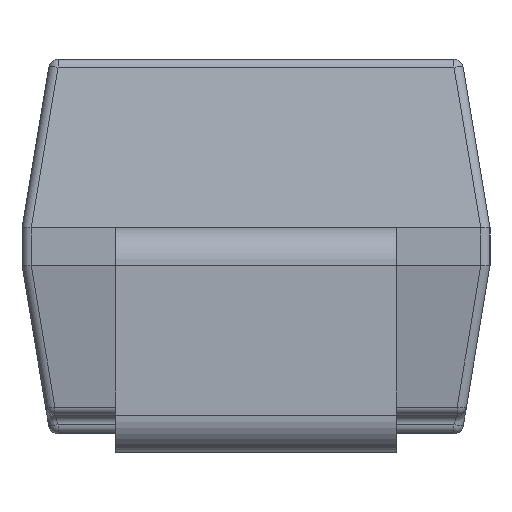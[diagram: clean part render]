
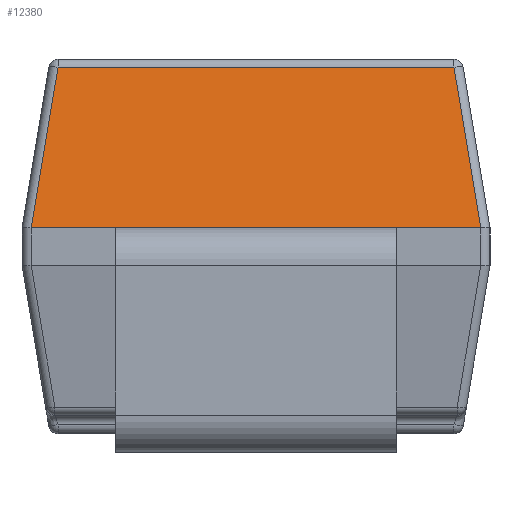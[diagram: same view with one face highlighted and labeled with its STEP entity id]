
A CAD part, left-side view. The second image highlights one B-rep face of the part: STEP entity #12380.
In plain terms, the highlighted planar face has unit normal (-0.986, 0, 0.164).
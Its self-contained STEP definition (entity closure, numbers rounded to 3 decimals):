
#36 = ORIENTED_EDGE ( 'NONE', *, *, #19164, .F. ) ;
#208 = VECTOR ( 'NONE', #2207, 1000. ) ;
#437 = VECTOR ( 'NONE', #3704, 1000. ) ;
#481 = CARTESIAN_POINT ( 'NONE',  ( -2.15, 1.25, 1.1 ) ) ;
#767 = ORIENTED_EDGE ( 'NONE', *, *, #17114, .T. ) ;
#985 =( BOUNDED_CURVE ( )  B_SPLINE_CURVE ( 3, ( #16175, #21651, #1182, #17854 ),
 .UNSPECIFIED., .F., .T. ) 
 B_SPLINE_CURVE_WITH_KNOTS ( ( 4, 4 ),
 ( 3.128, 3.142 ),
 .UNSPECIFIED. ) 
 CURVE ( )  GEOMETRIC_REPRESENTATION_ITEM ( )  RATIONAL_B_SPLINE_CURVE ( ( 1., 1., 1., 1. ) ) 
 REPRESENTATION_ITEM ( '' )  );
#1182 = CARTESIAN_POINT ( 'NONE',  ( -2.15, 1.2, 1.1 ) ) ;
#1388 = CARTESIAN_POINT ( 'NONE',  ( -2.15, 1.25, 1.1 ) ) ;
#1708 = CARTESIAN_POINT ( 'NONE',  ( -2.15, -0.75, 1.1 ) ) ;
#1984 = VERTEX_POINT ( 'NONE', #19343 ) ;
#2207 = DIRECTION ( 'NONE',  ( 0., 1., 0. ) ) ;
#2258 = ORIENTED_EDGE ( 'NONE', *, *, #20981, .T. ) ;
#2585 = DIRECTION ( 'NONE',  ( 0.162, 0.162, 0.973 ) ) ;
#3010 = EDGE_CURVE ( 'NONE', #8823, #18721, #15508, .T. ) ;
#3065 = DIRECTION ( 'NONE',  ( 0., 1., 0. ) ) ;
#3133 = CARTESIAN_POINT ( 'NONE',  ( -2.007, 1.1, 1.958 ) ) ;
#3362 = DIRECTION ( 'NONE',  ( 0., 1., 0. ) ) ;
#3442 = VECTOR ( 'NONE', #20636, 1000. ) ;
#3453 = CARTESIAN_POINT ( 'NONE',  ( -2.15, -1.2, 1.1 ) ) ;
#3486 = CARTESIAN_POINT ( 'NONE',  ( -2.15, -1.201, 1.1 ) ) ;
#3704 = DIRECTION ( 'NONE',  ( 0., 1., 0. ) ) ;
#4894 = CARTESIAN_POINT ( 'NONE',  ( -2.15, -1.2, 1.1 ) ) ;
#5822 = CARTESIAN_POINT ( 'NONE',  ( -1.972, -1.023, 2.166 ) ) ;
#5868 = EDGE_CURVE ( 'NONE', #7629, #8823, #12384, .T. ) ;
#6093 = CARTESIAN_POINT ( 'NONE',  ( -2.15, 1.2, 1.1 ) ) ;
#6461 = CARTESIAN_POINT ( 'NONE',  ( -2.007, 1.058, 1.958 ) ) ;
#6615 = ORIENTED_EDGE ( 'NONE', *, *, #10956, .T. ) ;
#6734 = ORIENTED_EDGE ( 'NONE', *, *, #3010, .F. ) ;
#7343 = CARTESIAN_POINT ( 'NONE',  ( -2.15, 0.75, 1.1 ) ) ;
#7551 = VERTEX_POINT ( 'NONE', #6461 ) ;
#7629 = VERTEX_POINT ( 'NONE', #3453 ) ;
#7917 = VECTOR ( 'NONE', #21976, 1000. ) ;
#8470 = CARTESIAN_POINT ( 'NONE',  ( -2.15, -1.2, 1.1 ) ) ;
#8823 = VERTEX_POINT ( 'NONE', #1708 ) ;
#9167 = LINE ( 'NONE', #5822, #17484 ) ;
#10723 = LINE ( 'NONE', #17596, #3442 ) ;
#10956 = EDGE_CURVE ( 'NONE', #17016, #1984, #9167, .T. ) ;
#11018 = ORIENTED_EDGE ( 'NONE', *, *, #5868, .F. ) ;
#11503 = ORIENTED_EDGE ( 'NONE', *, *, #11559, .T. ) ;
#11505 =( BOUNDED_CURVE ( )  B_SPLINE_CURVE ( 3, ( #8470, #16463, #4894, #15104 ),
 .UNSPECIFIED., .F., .T. ) 
 B_SPLINE_CURVE_WITH_KNOTS ( ( 4, 4 ),
 ( 3.142, 3.155 ),
 .UNSPECIFIED. ) 
 CURVE ( )  GEOMETRIC_REPRESENTATION_ITEM ( )  RATIONAL_B_SPLINE_CURVE ( ( 1., 1., 1., 1. ) ) 
 REPRESENTATION_ITEM ( '' )  );
#11530 = CARTESIAN_POINT ( 'NONE',  ( -2., 0., 2. ) ) ;
#11559 = EDGE_CURVE ( 'NONE', #16233, #13470, #985, .T. ) ;
#11843 = CARTESIAN_POINT ( 'NONE',  ( -2.15, 1.201, 1.1 ) ) ;
#12380 = ADVANCED_FACE ( 'NONE', ( #19756 ), #21320, .T. ) ;
#12384 = LINE ( 'NONE', #481, #437 ) ;
#13470 = VERTEX_POINT ( 'NONE', #6093 ) ;
#13491 = LINE ( 'NONE', #3133, #16612 ) ;
#15104 = CARTESIAN_POINT ( 'NONE',  ( -2.15, -1.201, 1.1 ) ) ;
#15262 = EDGE_LOOP ( 'NONE', ( #767, #11503, #36, #6734, #11018, #18652, #6615, #2258 ) ) ;
#15508 = LINE ( 'NONE', #17079, #208 ) ;
#16175 = CARTESIAN_POINT ( 'NONE',  ( -2.15, 1.201, 1.1 ) ) ;
#16233 = VERTEX_POINT ( 'NONE', #11843 ) ;
#16463 = CARTESIAN_POINT ( 'NONE',  ( -2.15, -1.2, 1.1 ) ) ;
#16549 = EDGE_CURVE ( 'NONE', #7629, #17016, #11505, .T. ) ;
#16612 = VECTOR ( 'NONE', #3362, 1000. ) ;
#17016 = VERTEX_POINT ( 'NONE', #3486 ) ;
#17079 = CARTESIAN_POINT ( 'NONE',  ( -2.15, 1.25, 1.1 ) ) ;
#17114 = EDGE_CURVE ( 'NONE', #7551, #16233, #10723, .T. ) ;
#17484 = VECTOR ( 'NONE', #2585, 1000. ) ;
#17596 = CARTESIAN_POINT ( 'NONE',  ( -1.972, 1.023, 2.166 ) ) ;
#17854 = CARTESIAN_POINT ( 'NONE',  ( -2.15, 1.2, 1.1 ) ) ;
#18295 = DIRECTION ( 'NONE',  ( -0.986, 0., 0.164 ) ) ;
#18652 = ORIENTED_EDGE ( 'NONE', *, *, #16549, .T. ) ;
#18721 = VERTEX_POINT ( 'NONE', #7343 ) ;
#19164 = EDGE_CURVE ( 'NONE', #18721, #13470, #20536, .T. ) ;
#19343 = CARTESIAN_POINT ( 'NONE',  ( -2.007, -1.058, 1.958 ) ) ;
#19634 = AXIS2_PLACEMENT_3D ( 'NONE', #11530, #18295, #3065 ) ;
#19756 = FACE_OUTER_BOUND ( 'NONE', #15262, .T. ) ;
#20536 = LINE ( 'NONE', #1388, #7917 ) ;
#20636 = DIRECTION ( 'NONE',  ( -0.162, 0.162, -0.973 ) ) ;
#20981 = EDGE_CURVE ( 'NONE', #1984, #7551, #13491, .T. ) ;
#21320 = PLANE ( 'NONE',  #19634 ) ;
#21651 = CARTESIAN_POINT ( 'NONE',  ( -2.15, 1.2, 1.1 ) ) ;
#21976 = DIRECTION ( 'NONE',  ( 0., 1., 0. ) ) ;
